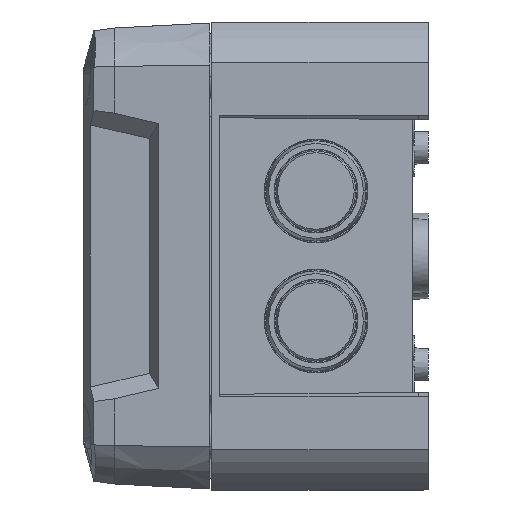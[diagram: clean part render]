
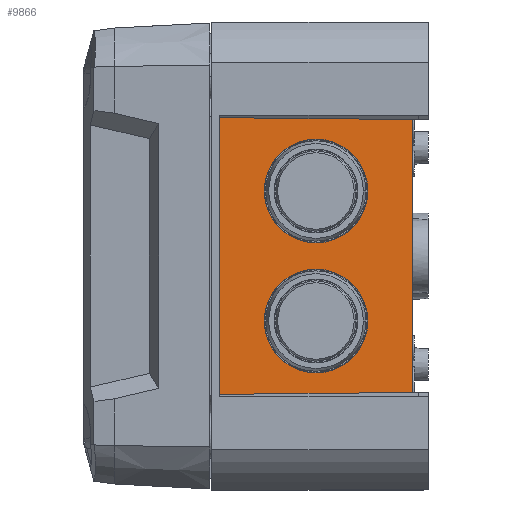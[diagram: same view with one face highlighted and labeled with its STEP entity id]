
A CAD part, left-side view. The second image highlights one B-rep face of the part: STEP entity #9866.
In plain terms, the highlighted planar face has unit normal (-1, -0.026, 0).
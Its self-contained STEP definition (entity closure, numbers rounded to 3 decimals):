
#420 = EDGE_LOOP ( 'NONE', ( #20072, #17863, #29453, #4866 ) ) ;
#982 = FACE_BOUND ( 'NONE', #11354, .T. ) ;
#989 = EDGE_CURVE ( 'NONE', #40244, #38981, #17508, .T. ) ;
#3235 = LINE ( 'NONE', #5159, #32412 ) ;
#3558 = CARTESIAN_POINT ( 'NONE',  ( -73.688, 48., -35.05 ) ) ;
#4601 = EDGE_CURVE ( 'NONE', #27399, #21447, #40912, .T. ) ;
#4862 = AXIS2_PLACEMENT_3D ( 'NONE', #34640, #6264, #41739 ) ;
#4866 = ORIENTED_EDGE ( 'NONE', *, *, #4601, .T. ) ;
#5159 = CARTESIAN_POINT ( 'NONE',  ( -73.69, 48.048, 34.464 ) ) ;
#5723 = CARTESIAN_POINT ( 'NONE',  ( -72.431, 0., -34.006 ) ) ;
#6264 = DIRECTION ( 'NONE',  ( -1., -0.026, 0. ) ) ;
#6308 = EDGE_CURVE ( 'NONE', #46347, #19309, #44665, .T. ) ;
#6860 = DIRECTION ( 'NONE',  ( 0.026, -1., 0. ) ) ;
#7899 = DIRECTION ( 'NONE',  ( 0.026, -1., 0. ) ) ;
#8344 = VERTEX_POINT ( 'NONE', #28976 ) ;
#8380 = DIRECTION ( 'NONE',  ( 0.026, -1., 0. ) ) ;
#8592 = CARTESIAN_POINT ( 'NONE',  ( -73.06, 24., -16.2 ) ) ;
#9866 = ADVANCED_FACE ( 'NONE', ( #15045, #982, #15577 ), #25807, .T. ) ;
#10613 = CARTESIAN_POINT ( 'NONE',  ( -73.06, 24., -16.2 ) ) ;
#11354 = EDGE_LOOP ( 'NONE', ( #13569, #33781 ) ) ;
#11357 = CARTESIAN_POINT ( 'NONE',  ( -73.741, 50., 0. ) ) ;
#13166 = CARTESIAN_POINT ( 'NONE',  ( -73.06, 24., 16.2 ) ) ;
#13479 = LINE ( 'NONE', #25165, #34795 ) ;
#13569 = ORIENTED_EDGE ( 'NONE', *, *, #21931, .F. ) ;
#14222 = DIRECTION ( 'NONE',  ( -1., -0.026, 0. ) ) ;
#14334 = CARTESIAN_POINT ( 'NONE',  ( -72.722, 11.094, 16.2 ) ) ;
#14882 = DIRECTION ( 'NONE',  ( 0., 0., -1. ) ) ;
#15045 = FACE_BOUND ( 'NONE', #40751, .T. ) ;
#15577 = FACE_OUTER_BOUND ( 'NONE', #420, .T. ) ;
#17508 = LINE ( 'NONE', #27178, #38842 ) ;
#17863 = ORIENTED_EDGE ( 'NONE', *, *, #989, .T. ) ;
#19309 = VERTEX_POINT ( 'NONE', #14334 ) ;
#20072 = ORIENTED_EDGE ( 'NONE', *, *, #39464, .T. ) ;
#20084 = AXIS2_PLACEMENT_3D ( 'NONE', #11357, #29136, #7899 ) ;
#20640 = CIRCLE ( 'NONE', #45948, 12.911 ) ;
#21447 = VERTEX_POINT ( 'NONE', #23123 ) ;
#21637 = CARTESIAN_POINT ( 'NONE',  ( -72.431, 0., 34.006 ) ) ;
#21723 = CARTESIAN_POINT ( 'NONE',  ( -73.398, 36.906, 16.2 ) ) ;
#21931 = EDGE_CURVE ( 'NONE', #19309, #46347, #28114, .T. ) ;
#23123 = CARTESIAN_POINT ( 'NONE',  ( -73.688, 48., -34.463 ) ) ;
#23729 = CIRCLE ( 'NONE', #43846, 12.911 ) ;
#25165 = CARTESIAN_POINT ( 'NONE',  ( -73.69, 48.048, -34.464 ) ) ;
#25807 = PLANE ( 'NONE',  #20084 ) ;
#26997 = DIRECTION ( 'NONE',  ( 0.026, -1., 0. ) ) ;
#27149 = DIRECTION ( 'NONE',  ( -1., -0.026, 0. ) ) ;
#27178 = CARTESIAN_POINT ( 'NONE',  ( -72.431, 0., 0. ) ) ;
#27399 = VERTEX_POINT ( 'NONE', #45752 ) ;
#28114 = CIRCLE ( 'NONE', #4862, 12.911 ) ;
#28121 = AXIS2_PLACEMENT_3D ( 'NONE', #13166, #38242, #6860 ) ;
#28976 = CARTESIAN_POINT ( 'NONE',  ( -73.398, 36.906, -16.2 ) ) ;
#29136 = DIRECTION ( 'NONE',  ( -1., -0.026, 0. ) ) ;
#29453 = ORIENTED_EDGE ( 'NONE', *, *, #33356, .T. ) ;
#30300 = DIRECTION ( 'NONE',  ( 0., 0., 1. ) ) ;
#30457 = EDGE_CURVE ( 'NONE', #8344, #31156, #23729, .T. ) ;
#31156 = VERTEX_POINT ( 'NONE', #46272 ) ;
#32412 = VECTOR ( 'NONE', #33674, 1000. ) ;
#33333 = EDGE_CURVE ( 'NONE', #31156, #8344, #20640, .T. ) ;
#33356 = EDGE_CURVE ( 'NONE', #38981, #27399, #3235, .T. ) ;
#33674 = DIRECTION ( 'NONE',  ( -0.026, 1., 0.01 ) ) ;
#33781 = ORIENTED_EDGE ( 'NONE', *, *, #6308, .F. ) ;
#34640 = CARTESIAN_POINT ( 'NONE',  ( -73.06, 24., 16.2 ) ) ;
#34795 = VECTOR ( 'NONE', #36579, 1000. ) ;
#36438 = VECTOR ( 'NONE', #14882, 1000. ) ;
#36579 = DIRECTION ( 'NONE',  ( 0.026, -1., 0.01 ) ) ;
#38242 = DIRECTION ( 'NONE',  ( -1., -0.026, 0. ) ) ;
#38842 = VECTOR ( 'NONE', #30300, 1000. ) ;
#38981 = VERTEX_POINT ( 'NONE', #21637 ) ;
#39464 = EDGE_CURVE ( 'NONE', #21447, #40244, #13479, .T. ) ;
#40244 = VERTEX_POINT ( 'NONE', #5723 ) ;
#40751 = EDGE_LOOP ( 'NONE', ( #44392, #46242 ) ) ;
#40912 = LINE ( 'NONE', #3558, #36438 ) ;
#41739 = DIRECTION ( 'NONE',  ( 0.026, -1., 0. ) ) ;
#43846 = AXIS2_PLACEMENT_3D ( 'NONE', #10613, #14222, #8380 ) ;
#44392 = ORIENTED_EDGE ( 'NONE', *, *, #33333, .F. ) ;
#44665 = CIRCLE ( 'NONE', #28121, 12.911 ) ;
#45752 = CARTESIAN_POINT ( 'NONE',  ( -73.688, 48., 34.463 ) ) ;
#45948 = AXIS2_PLACEMENT_3D ( 'NONE', #8592, #27149, #26997 ) ;
#46242 = ORIENTED_EDGE ( 'NONE', *, *, #30457, .F. ) ;
#46272 = CARTESIAN_POINT ( 'NONE',  ( -72.722, 11.094, -16.2 ) ) ;
#46347 = VERTEX_POINT ( 'NONE', #21723 ) ;
